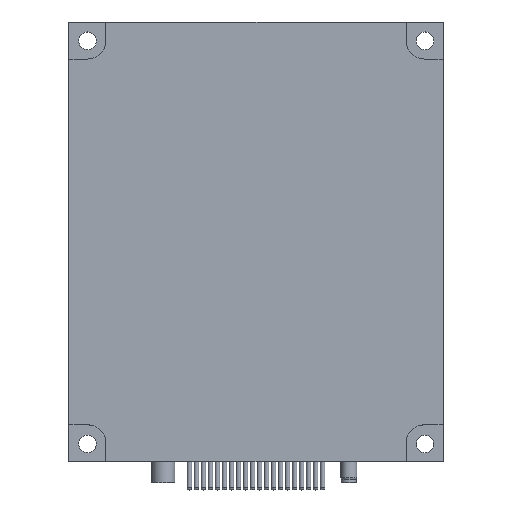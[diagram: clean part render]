
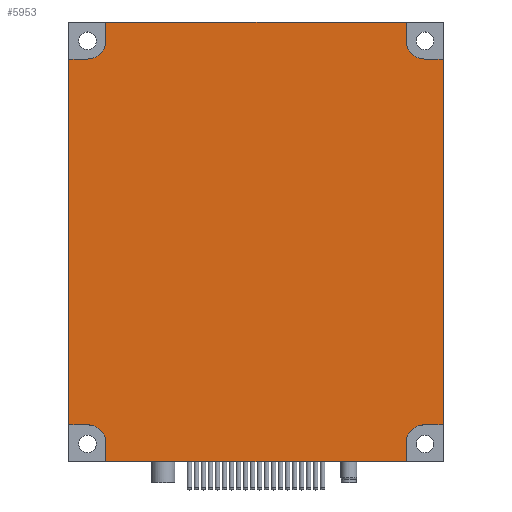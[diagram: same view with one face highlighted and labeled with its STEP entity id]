
A CAD part, top view. The second image highlights one B-rep face of the part: STEP entity #5953.
In plain terms, the highlighted planar face has unit normal (0, 0, 1).
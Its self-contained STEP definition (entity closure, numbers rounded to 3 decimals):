
#233=CIRCLE('',#8592,2.489);
#234=CIRCLE('',#8593,2.489);
#235=CIRCLE('',#8594,2.489);
#236=CIRCLE('',#8595,2.489);
#529=ORIENTED_EDGE('',*,*,#2235,.F.);
#530=ORIENTED_EDGE('',*,*,#2236,.F.);
#531=ORIENTED_EDGE('',*,*,#2237,.F.);
#532=ORIENTED_EDGE('',*,*,#2238,.F.);
#533=ORIENTED_EDGE('',*,*,#2239,.T.);
#534=ORIENTED_EDGE('',*,*,#2240,.T.);
#535=ORIENTED_EDGE('',*,*,#2241,.T.);
#536=ORIENTED_EDGE('',*,*,#2242,.F.);
#537=ORIENTED_EDGE('',*,*,#2243,.F.);
#538=ORIENTED_EDGE('',*,*,#2244,.F.);
#539=ORIENTED_EDGE('',*,*,#2245,.F.);
#540=ORIENTED_EDGE('',*,*,#2246,.F.);
#541=ORIENTED_EDGE('',*,*,#2247,.T.);
#542=ORIENTED_EDGE('',*,*,#2248,.T.);
#543=ORIENTED_EDGE('',*,*,#2249,.T.);
#544=ORIENTED_EDGE('',*,*,#2250,.F.);
#2235=EDGE_CURVE('',#3088,#3089,#3698,.T.);
#2236=EDGE_CURVE('',#3090,#3088,#233,.T.);
#2237=EDGE_CURVE('',#3091,#3090,#3699,.T.);
#2238=EDGE_CURVE('',#3092,#3091,#3700,.T.);
#2239=EDGE_CURVE('',#3092,#3093,#3701,.T.);
#2240=EDGE_CURVE('',#3093,#3094,#234,.F.);
#2241=EDGE_CURVE('',#3094,#3095,#3702,.T.);
#2242=EDGE_CURVE('',#3096,#3095,#3703,.T.);
#2243=EDGE_CURVE('',#3097,#3096,#3704,.T.);
#2244=EDGE_CURVE('',#3098,#3097,#235,.T.);
#2245=EDGE_CURVE('',#3099,#3098,#3705,.T.);
#2246=EDGE_CURVE('',#3100,#3099,#3706,.T.);
#2247=EDGE_CURVE('',#3100,#3101,#3707,.T.);
#2248=EDGE_CURVE('',#3101,#3102,#236,.F.);
#2249=EDGE_CURVE('',#3102,#3103,#3708,.T.);
#2250=EDGE_CURVE('',#3089,#3103,#3709,.T.);
#3088=VERTEX_POINT('',#11049);
#3089=VERTEX_POINT('',#11050);
#3090=VERTEX_POINT('',#11052);
#3091=VERTEX_POINT('',#11054);
#3092=VERTEX_POINT('',#11056);
#3093=VERTEX_POINT('',#11058);
#3094=VERTEX_POINT('',#11060);
#3095=VERTEX_POINT('',#11062);
#3096=VERTEX_POINT('',#11064);
#3097=VERTEX_POINT('',#11066);
#3098=VERTEX_POINT('',#11068);
#3099=VERTEX_POINT('',#11070);
#3100=VERTEX_POINT('',#11072);
#3101=VERTEX_POINT('',#11074);
#3102=VERTEX_POINT('',#11076);
#3103=VERTEX_POINT('',#11078);
#3698=LINE('',#11048,#4195);
#3699=LINE('',#11053,#4196);
#3700=LINE('',#11055,#4197);
#3701=LINE('',#11057,#4198);
#3702=LINE('',#11061,#4199);
#3703=LINE('',#11063,#4200);
#3704=LINE('',#11065,#4201);
#3705=LINE('',#11069,#4202);
#3706=LINE('',#11071,#4203);
#3707=LINE('',#11073,#4204);
#3708=LINE('',#11077,#4205);
#3709=LINE('',#11079,#4206);
#4195=VECTOR('',#9247,1000.);
#4196=VECTOR('',#9250,1000.);
#4197=VECTOR('',#9251,1000.);
#4198=VECTOR('',#9252,1000.);
#4199=VECTOR('',#9255,1000.);
#4200=VECTOR('',#9256,1000.);
#4201=VECTOR('',#9257,1000.);
#4202=VECTOR('',#9260,1000.);
#4203=VECTOR('',#9261,1000.);
#4204=VECTOR('',#9262,1000.);
#4205=VECTOR('',#9265,1000.);
#4206=VECTOR('',#9266,1000.);
#4692=EDGE_LOOP('',(#529,#530,#531,#532,#533,#534,#535,#536,#537,#538,#539,
#540,#541,#542,#543,#544));
#5217=FACE_BOUND('',#4692,.T.);
#5742=PLANE('',#8591);
#5953=ADVANCED_FACE('',(#5217),#5742,.F.);
#8591=AXIS2_PLACEMENT_3D('',#11047,#9245,#9246);
#8592=AXIS2_PLACEMENT_3D('',#11051,#9248,#9249);
#8593=AXIS2_PLACEMENT_3D('',#11059,#9253,#9254);
#8594=AXIS2_PLACEMENT_3D('',#11067,#9258,#9259);
#8595=AXIS2_PLACEMENT_3D('',#11075,#9263,#9264);
#9245=DIRECTION('',(0.,0.,-1.));
#9246=DIRECTION('',(-1.,0.,0.));
#9247=DIRECTION('',(0.,1.,0.));
#9248=DIRECTION('',(0.,0.,1.));
#9249=DIRECTION('',(1.,0.,0.));
#9250=DIRECTION('',(1.,0.,0.));
#9251=DIRECTION('',(0.,1.,0.));
#9252=DIRECTION('',(1.,0.,0.));
#9253=DIRECTION('',(0.,0.,1.));
#9254=DIRECTION('',(1.,0.,0.));
#9255=DIRECTION('',(0.,-1.,0.));
#9256=DIRECTION('',(-1.,0.,0.));
#9257=DIRECTION('',(0.,-1.,0.));
#9258=DIRECTION('',(0.,0.,1.));
#9259=DIRECTION('',(1.,0.,0.));
#9260=DIRECTION('',(-1.,0.,0.));
#9261=DIRECTION('',(0.,-1.,0.));
#9262=DIRECTION('',(-1.,0.,0.));
#9263=DIRECTION('',(0.,0.,1.));
#9264=DIRECTION('',(1.,0.,0.));
#9265=DIRECTION('',(0.,1.,0.));
#9266=DIRECTION('',(1.,0.,0.));
#11047=CARTESIAN_POINT('',(0.,0.,6.223));
#11048=CARTESIAN_POINT('',(-20.371,29.845,6.223));
#11049=CARTESIAN_POINT('',(-20.371,27.305,6.223));
#11050=CARTESIAN_POINT('',(-20.371,29.845,6.223));
#11051=CARTESIAN_POINT('',(-22.86,27.305,6.223));
#11052=CARTESIAN_POINT('',(-22.86,24.816,6.223));
#11053=CARTESIAN_POINT('',(-22.86,24.816,6.223));
#11054=CARTESIAN_POINT('',(-25.4,24.816,6.223));
#11055=CARTESIAN_POINT('',(-25.4,-29.845,6.223));
#11056=CARTESIAN_POINT('',(-25.4,-24.816,6.223));
#11057=CARTESIAN_POINT('',(-22.86,-24.816,6.223));
#11058=CARTESIAN_POINT('',(-22.86,-24.816,6.223));
#11059=CARTESIAN_POINT('',(-22.86,-27.305,6.223));
#11060=CARTESIAN_POINT('',(-20.371,-27.305,6.223));
#11061=CARTESIAN_POINT('',(-20.371,-29.845,6.223));
#11062=CARTESIAN_POINT('',(-20.371,-29.845,6.223));
#11063=CARTESIAN_POINT('',(25.4,-29.845,6.223));
#11064=CARTESIAN_POINT('',(20.371,-29.845,6.223));
#11065=CARTESIAN_POINT('',(20.371,-29.845,6.223));
#11066=CARTESIAN_POINT('',(20.371,-27.305,6.223));
#11067=CARTESIAN_POINT('',(22.86,-27.305,6.223));
#11068=CARTESIAN_POINT('',(22.86,-24.816,6.223));
#11069=CARTESIAN_POINT('',(22.86,-24.816,6.223));
#11070=CARTESIAN_POINT('',(25.4,-24.816,6.223));
#11071=CARTESIAN_POINT('',(25.4,29.845,6.223));
#11072=CARTESIAN_POINT('',(25.4,24.816,6.223));
#11073=CARTESIAN_POINT('',(22.86,24.816,6.223));
#11074=CARTESIAN_POINT('',(22.86,24.816,6.223));
#11075=CARTESIAN_POINT('',(22.86,27.305,6.223));
#11076=CARTESIAN_POINT('',(20.371,27.305,6.223));
#11077=CARTESIAN_POINT('',(20.371,29.845,6.223));
#11078=CARTESIAN_POINT('',(20.371,29.845,6.223));
#11079=CARTESIAN_POINT('',(-25.4,29.845,6.223));
